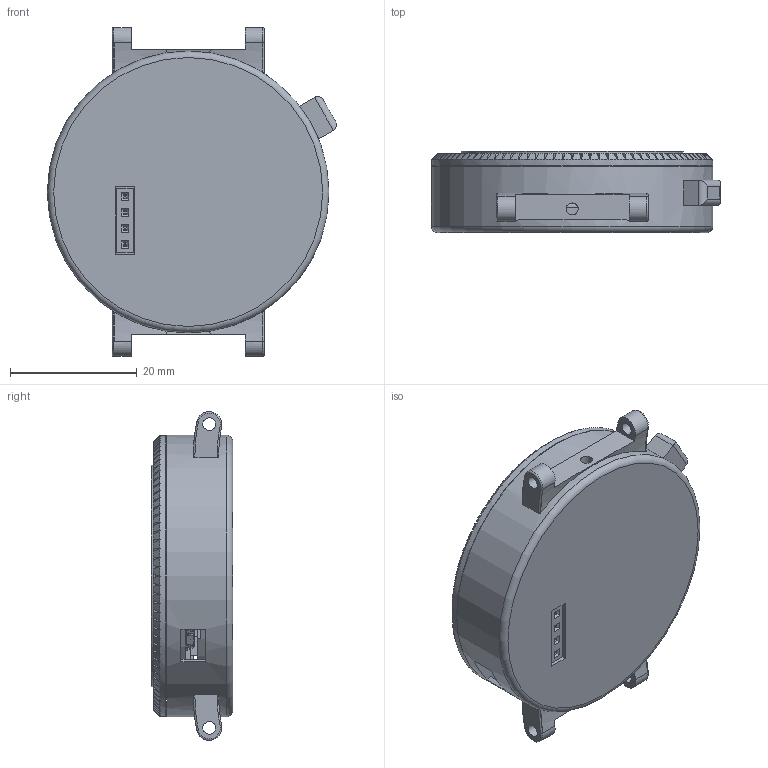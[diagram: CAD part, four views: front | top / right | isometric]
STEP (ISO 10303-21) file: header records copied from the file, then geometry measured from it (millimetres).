
FILE_DESCRIPTION(/* description */ (''),/* implementation_level */ '2;1');
FILE_NAME(/* name */ 'Nebula V2 Bearing type v4.step',/* time_stamp */ '2023-01-18T18:15:28+08:00',/* author */ (''),/* organization */ (''),/* preprocessor_version */ 'ST-DEVELOPER v19.2',/* originating_system */ 'Autodesk Translation Framework v11.17.0.187',/* authorisation */ '');
FILE_SCHEMA (('AUTOMOTIVE_DESIGN { 1 0 10303 214 3 1 1 }'));
Products named in the file (44): Nebula V2 Bearing type; Nebulav2 v1; SOT-143; SOLID (2); Fuse_0603_1608Metric; SOLID (4); PinSocket_1x04_P2.54mm_Vertical; SOLID (6); LED_0603_1608Metric; SOLID (7); TSSOP-8_3x3mm_P0.65mm; SOLID (8); SOT-23-5; SOLID (9); QFN-24-1EP_4x4mm_P0.5mm_EP2.6x2.6mm; SOLID (10); C0720B001F; COMPOUND (1); Nebula PCB; D_0603_1608Metric; SOLID (5); EVQ-P7J01P; COMPOUND; SOT-23; SOLID (1); R_0402_1005Metric; SOLID; C_0402_1005Metric; SOLID (3); Galaxy ripoff case 2_Waveshare 1.28in Round Display v1 v1; Glass; Display; JST - PH - SMD (R) - 8Pin - 2.00mm; SOT23-3; SOT23-5; Resistor - 0603; Capacitor - 0603; Brass fitting; Esp module; Battery 200 ...
Assembly tree (88 placements, depth 4):
  Nebula V2 Bearing type
    Nebulav2 v1
      R_0402_1005Metric  x11
        SOLID
      SOT-23  x5
        SOLID (1)
      SOT-143
        SOLID (2)
      C_0402_1005Metric  x20
        SOLID (3)
      Fuse_0603_1608Metric
        SOLID (4)
      EVQ-P7J01P  x3
        COMPOUND
      D_0603_1608Metric  x2
        SOLID (5)
      PinSocket_1x04_P2.54mm_Vertical
        SOLID (6)
      LED_0603_1608Metric
        SOLID (7)
      TSSOP-8_3x3mm_P0.65mm
        SOLID (8)
      SOT-23-5
        SOLID (9)
      QFN-24-1EP_4x4mm_P0.5mm_EP2.6x2.6mm
        SOLID (10)
      C0720B001F
        COMPOUND (1)
      Nebula PCB
    Galaxy ripoff case 2_Waveshare 1.28in Round Display v1 v1
      Glass
      Display
      Brass fitting  x4
      Resistor - 0603  x3
      Capacitor - 0603  x5
      JST - PH - SMD (R) - 8Pin - 2.00mm
      SOT23-3
      SOT23-5
    Esp module
    Battery 200
    Case
    Bottom
    Ring
    Button
Bounding box: 45.71 x 12.84 x 52 mm (x, y, z)
Volume: 14611.4 mm3; surface area: 20245.1 mm2
Topology: 80 solids, 100 shells, 3831 faces, 10052 edges, 6492 vertices
Faces by surface type: plane 2845, cylinder 810, cone 99, bspline 43, torus 18, sphere 16
Full cylindrical faces by diameter (mm): 0.5 x2, 0.96 x1, 1 x4, 1.9 x4, 2 x4, 2.5 x22, 6.8 x1, 7 x1, 32.5 x2, 35 x1, 35.04 x1, 44.4 x1, 44.5 x1
Entity records: 68513 total; most frequent: CARTESIAN_POINT 14739, ORIENTED_EDGE 10948, DIRECTION 10593, EDGE_CURVE 5474, LINE 3949, VECTOR 3949, VERTEX_POINT 3540, AXIS2_PLACEMENT_3D 3322
